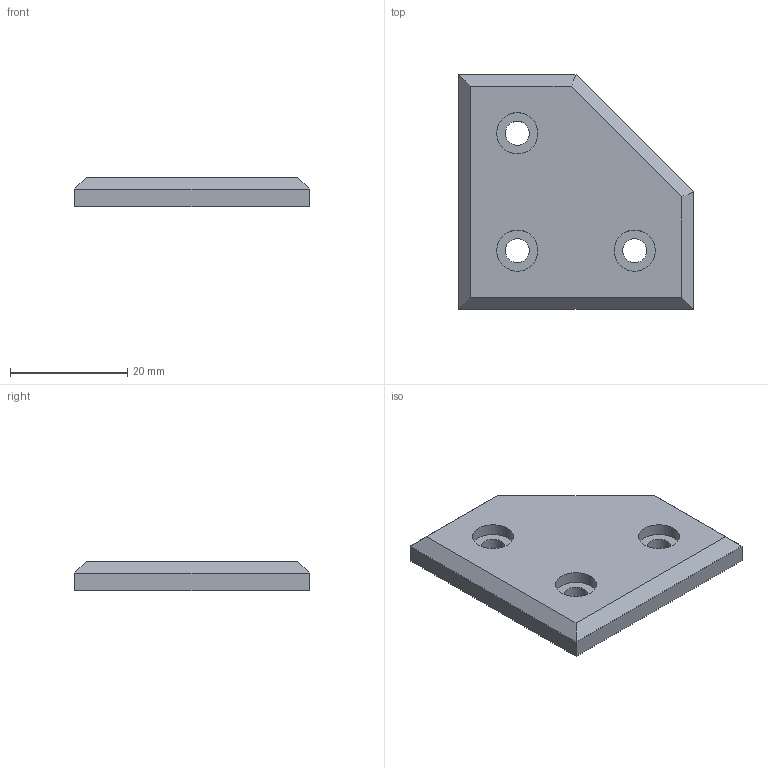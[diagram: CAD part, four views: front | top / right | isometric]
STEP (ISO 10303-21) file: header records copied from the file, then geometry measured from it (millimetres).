
FILE_DESCRIPTION( ( '' ), ' ' );
FILE_NAME( '56b7ce88e4b0526095ddc0c4.step', '2016-02-07T23:08:56', ( '' ), ( '' ), ' ', ' ', ' ' );
FILE_SCHEMA( ( 'AUTOMOTIVE_DESIGN { 1 0 10303 214 1 1 1 1 }' ) );
Length unit declared in the file: metre
Products named in the file (1): Pocket
Bounding box: 40 x 40 x 5 mm (x, y, z)
Volume: 6362.6 mm3; surface area: 3530.4 mm2
Topology: 1 solids, 1 shells, 21 faces, 43 edges, 27 vertices
Faces by surface type: plane 15, cylinder 6
Full cylindrical faces by diameter (mm): 4.1 x3, 7.02 x3
Entity records: 870 total; most frequent: DIRECTION 93, CARTESIAN_POINT 86, ORIENTED_EDGE 74, STYLED_ITEM 52, PRESENTATION_STYLE_ASSIGNMENT 52, COLOUR_RGB 52, EDGE_CURVE 37, EDGE_LOOP 36
